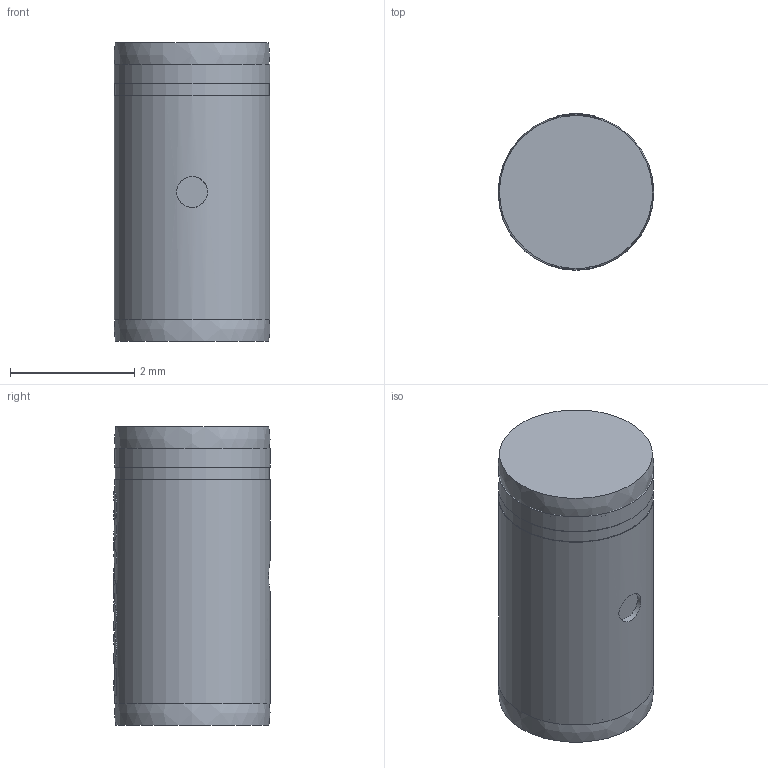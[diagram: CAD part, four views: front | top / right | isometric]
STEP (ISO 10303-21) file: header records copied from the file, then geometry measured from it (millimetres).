
FILE_DESCRIPTION(/* description */ (''),/* implementation_level */ '2;1');
FILE_NAME(/* name */ 'Diodo_SM4007.stp',/* time_stamp */ '2018-08-31T15:32:36-03:00',/* author */ ('Rogério e Vanessa'),/* organization */ (''),/* preprocessor_version */ 'ST-DEVELOPER v17',/* originating_system */ 'Autodesk Inventor 2018',/* authorisation */ '');
FILE_SCHEMA (('AUTOMOTIVE_DESIGN { 1 0 10303 214 3 1 1 }'));
Length unit declared in the file: millimetre
Products named in the file (1): p9
Bounding box: 2.5 x 2.51 x 4.8 mm (x, y, z)
Volume: 24 mm3; surface area: 67.8 mm2
Topology: 3 solids, 3 shells, 102 faces, 263 edges, 179 vertices
Faces by surface type: bspline 50, plane 39, cylinder 13
Full cylindrical faces by diameter (mm): 0.5 x1, 2.48 x1, 2.5 x2
Entity records: 4475 total; most frequent: CARTESIAN_POINT 2120, ORIENTED_EDGE 526, DIRECTION 320, EDGE_CURVE 263, VERTEX_POINT 179, LINE 114, VECTOR 114, EDGE_LOOP 114
